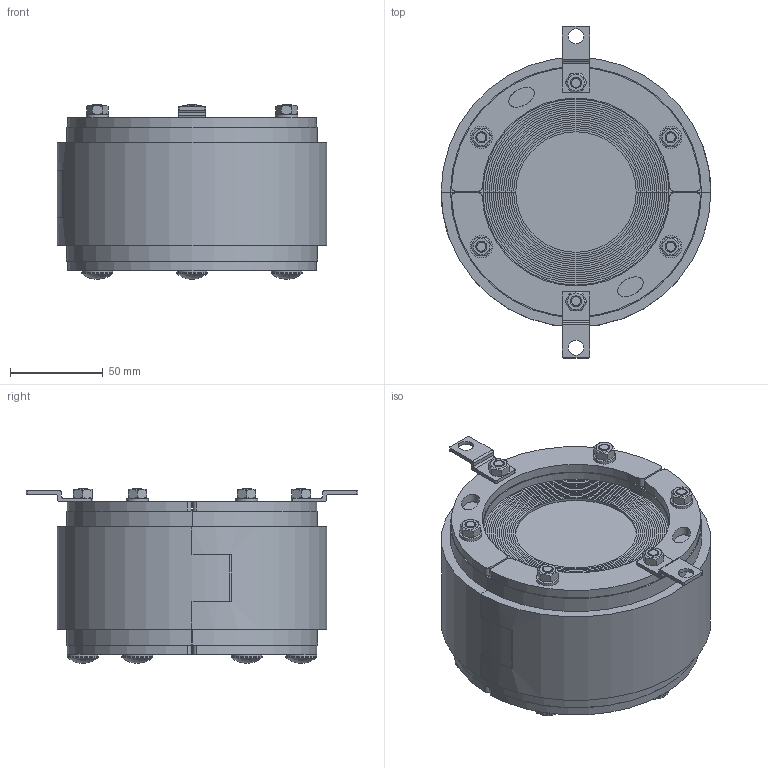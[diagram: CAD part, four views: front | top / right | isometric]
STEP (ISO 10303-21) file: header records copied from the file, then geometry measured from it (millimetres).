
FILE_DESCRIPTION(/* description */ (''),/* implementation_level */ '2;1');
FILE_NAME(/* name */ 'RS_145_UG.stp',/* time_stamp */ '2018-06-26T14:03:47+02:00',/* author */ ('se-tontor'),/* organization */ (''),/* preprocessor_version */ 'ST-DEVELOPER v16.1',/* originating_system */ 'Autodesk Inventor 2016',/* authorisation */ '');
FILE_SCHEMA (('AUTOMOTIVE_DESIGN { 1 0 10303 214 3 1 1 }'));
Length unit declared in the file: millimetre
Products named in the file (13): 100-061080; 100-055716; 100-055719; 100-055718; 100-055715; 100-006387; 100-002308; 100-001226; 100-001213; 100-051209-01; 100-074052; 100-114213-135; 100-117716
Assembly tree (36 placements, depth 4):
  100-117716
    100-074052
      100-061080
      100-055716  x4
      100-055715  x2
        100-055719
        100-055718
      100-006387  x6
      100-002308  x4
      100-001226  x6
      100-001213  x6
      100-051209-01  x2
    100-114213-135  x2
Bounding box: 145 x 178.5 x 93.79 mm (x, y, z)
Volume: 1142163.7 mm3; surface area: 741876.1 mm2
Topology: 65 solids, 65 shells, 1911 faces, 4931 edges, 3266 vertices
Faces by surface type: plane 1366, bspline 282, cylinder 203, cone 54, sphere 6
Full cylindrical faces by diameter (mm): 4.917 x6, 5.5 x6, 6 x6, 6.2 x2, 6.4 x4, 8.2 x2, 12 x4, 16.5 x6, 16.55 x6, 65 x1
Entity records: 27438 total; most frequent: CARTESIAN_POINT 6503, ORIENTED_EDGE 4466, DIRECTION 3670, EDGE_CURVE 2233, LINE 1740, VECTOR 1740, VERTEX_POINT 1494, AXIS2_PLACEMENT_3D 965
